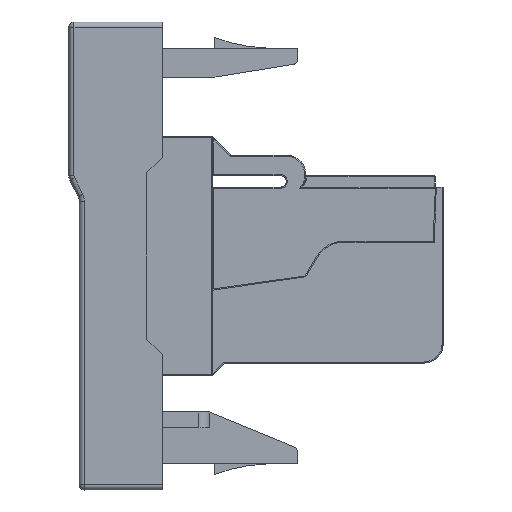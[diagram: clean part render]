
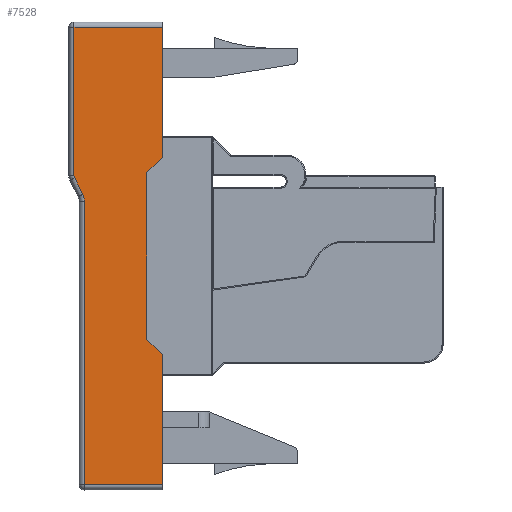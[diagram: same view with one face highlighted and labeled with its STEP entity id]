
A CAD part, left-side view. The second image highlights one B-rep face of the part: STEP entity #7528.
In plain terms, the highlighted planar face has unit normal (-1, 0, 0).
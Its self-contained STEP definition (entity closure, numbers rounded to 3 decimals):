
#50 = ORIENTED_EDGE ( 'NONE', *, *, #1413, .F. ) ;
#349 = LINE ( 'NONE', #5032, #12219 ) ;
#518 = VECTOR ( 'NONE', #4774, 1000. ) ;
#542 = VECTOR ( 'NONE', #736, 1000. ) ;
#590 = VERTEX_POINT ( 'NONE', #9115 ) ;
#661 = LINE ( 'NONE', #13044, #14874 ) ;
#704 = CARTESIAN_POINT ( 'NONE',  ( -11.25, 7.5, 0. ) ) ;
#736 = DIRECTION ( 'NONE',  ( 0., 0., -1. ) ) ;
#820 = FACE_OUTER_BOUND ( 'NONE', #5754, .T. ) ;
#1228 = CIRCLE ( 'NONE', #9973, 0.5 ) ;
#1413 = EDGE_CURVE ( 'NONE', #8051, #5095, #10486, .T. ) ;
#1895 = DIRECTION ( 'NONE',  ( 0., 0., -1. ) ) ;
#2218 = AXIS2_PLACEMENT_3D ( 'NONE', #2383, #10431, #3506 ) ;
#2301 = ORIENTED_EDGE ( 'NONE', *, *, #6151, .T. ) ;
#2383 = CARTESIAN_POINT ( 'NONE',  ( -11.25, 9., -17.236 ) ) ;
#2900 = VERTEX_POINT ( 'NONE', #5044 ) ;
#3012 = CARTESIAN_POINT ( 'NONE',  ( -11.25, 8.5, 0. ) ) ;
#3027 = EDGE_CURVE ( 'NONE', #2900, #13216, #14759, .T. ) ;
#3117 = VERTEX_POINT ( 'NONE', #6518 ) ;
#3214 = ORIENTED_EDGE ( 'NONE', *, *, #3804, .T. ) ;
#3341 = ORIENTED_EDGE ( 'NONE', *, *, #13404, .F. ) ;
#3506 = DIRECTION ( 'NONE',  ( 0., 0., -1. ) ) ;
#3519 = LINE ( 'NONE', #9388, #518 ) ;
#3523 = VECTOR ( 'NONE', #1895, 1000. ) ;
#3804 = EDGE_CURVE ( 'NONE', #5490, #590, #349, .T. ) ;
#3966 = VECTOR ( 'NONE', #13745, 1000. ) ;
#3976 = VECTOR ( 'NONE', #4905, 1000. ) ;
#4021 = EDGE_CURVE ( 'NONE', #8051, #2900, #3519, .T. ) ;
#4256 = VECTOR ( 'NONE', #8917, 1000. ) ;
#4368 = CARTESIAN_POINT ( 'NONE',  ( -11.25, 8., -14.764 ) ) ;
#4536 = CARTESIAN_POINT ( 'NONE',  ( -11.25, 0., 0. ) ) ;
#4584 = ORIENTED_EDGE ( 'NONE', *, *, #4021, .T. ) ;
#4611 = LINE ( 'NONE', #12447, #4256 ) ;
#4714 = DIRECTION ( 'NONE',  ( 0., 0., -1. ) ) ;
#4774 = DIRECTION ( 'NONE',  ( 0., 1., 0. ) ) ;
#4905 = DIRECTION ( 'NONE',  ( 0., -0.707, -0.707 ) ) ;
#5032 = CARTESIAN_POINT ( 'NONE',  ( -11.25, 12.753, -6.376 ) ) ;
#5044 = CARTESIAN_POINT ( 'NONE',  ( -11.25, 8.5, -0.5 ) ) ;
#5055 = CARTESIAN_POINT ( 'NONE',  ( -11.25, 7.5, -44.5 ) ) ;
#5095 = VERTEX_POINT ( 'NONE', #14350 ) ;
#5389 = VECTOR ( 'NONE', #12835, 1000. ) ;
#5490 = VERTEX_POINT ( 'NONE', #10993 ) ;
#5496 = DIRECTION ( 'NONE',  ( 0., 0., -1. ) ) ;
#5754 = EDGE_LOOP ( 'NONE', ( #6268, #9608, #7293, #13947, #3341, #9429, #50, #4584, #8236, #2301, #3214, #14695 ) ) ;
#6066 = DIRECTION ( 'NONE',  ( 0., -1., 0. ) ) ;
#6151 = EDGE_CURVE ( 'NONE', #13216, #5490, #1228, .T. ) ;
#6268 = ORIENTED_EDGE ( 'NONE', *, *, #14623, .T. ) ;
#6503 = VERTEX_POINT ( 'NONE', #5055 ) ;
#6518 = CARTESIAN_POINT ( 'NONE',  ( -11.25, 0., -44.5 ) ) ;
#6671 = CARTESIAN_POINT ( 'NONE',  ( -11.25, 1.5, -14.5 ) ) ;
#6819 = DIRECTION ( 'NONE',  ( 0., 0., -1. ) ) ;
#6954 = EDGE_CURVE ( 'NONE', #6503, #3117, #661, .T. ) ;
#6971 = CARTESIAN_POINT ( 'NONE',  ( -11.25, 0., -13. ) ) ;
#7221 = VERTEX_POINT ( 'NONE', #6671 ) ;
#7293 = ORIENTED_EDGE ( 'NONE', *, *, #14203, .F. ) ;
#7528 = ADVANCED_FACE ( 'NONE', ( #820 ), #10317, .F. ) ;
#8051 = VERTEX_POINT ( 'NONE', #14035 ) ;
#8098 = EDGE_CURVE ( 'NONE', #12903, #12478, #13201, .T. ) ;
#8236 = ORIENTED_EDGE ( 'NONE', *, *, #3027, .T. ) ;
#8876 = VERTEX_POINT ( 'NONE', #11904 ) ;
#8900 = CARTESIAN_POINT ( 'NONE',  ( -11.25, 0., -32. ) ) ;
#8917 = DIRECTION ( 'NONE',  ( 0., 0., -1. ) ) ;
#9087 = LINE ( 'NONE', #11653, #14904 ) ;
#9115 = CARTESIAN_POINT ( 'NONE',  ( -11.25, 7.658, -16.565 ) ) ;
#9204 = LINE ( 'NONE', #6971, #5389 ) ;
#9290 = EDGE_CURVE ( 'NONE', #5095, #7221, #9204, .T. ) ;
#9301 = CARTESIAN_POINT ( 'NONE',  ( -11.25, 8.5, -14.764 ) ) ;
#9388 = CARTESIAN_POINT ( 'NONE',  ( -11.25, 0., -0.5 ) ) ;
#9429 = ORIENTED_EDGE ( 'NONE', *, *, #9290, .F. ) ;
#9608 = ORIENTED_EDGE ( 'NONE', *, *, #6954, .T. ) ;
#9658 = LINE ( 'NONE', #704, #3523 ) ;
#9724 = CARTESIAN_POINT ( 'NONE',  ( -11.25, 1.5, -30.5 ) ) ;
#9973 = AXIS2_PLACEMENT_3D ( 'NONE', #4368, #12465, #5496 ) ;
#10317 = PLANE ( 'NONE',  #12213 ) ;
#10431 = DIRECTION ( 'NONE',  ( 1., 0., 0. ) ) ;
#10486 = LINE ( 'NONE', #11454, #3966 ) ;
#10772 = EDGE_CURVE ( 'NONE', #590, #8876, #13333, .T. ) ;
#10993 = CARTESIAN_POINT ( 'NONE',  ( -11.25, 8.447, -14.988 ) ) ;
#11454 = CARTESIAN_POINT ( 'NONE',  ( -11.25, 0., 0. ) ) ;
#11653 = CARTESIAN_POINT ( 'NONE',  ( -11.25, 1.5, -14.5 ) ) ;
#11904 = CARTESIAN_POINT ( 'NONE',  ( -11.25, 7.5, -17.236 ) ) ;
#12213 = AXIS2_PLACEMENT_3D ( 'NONE', #4536, #13816, #6819 ) ;
#12219 = VECTOR ( 'NONE', #13137, 1000. ) ;
#12447 = CARTESIAN_POINT ( 'NONE',  ( -11.25, 0., -45. ) ) ;
#12465 = DIRECTION ( 'NONE',  ( -1., 0., 0. ) ) ;
#12478 = VERTEX_POINT ( 'NONE', #8900 ) ;
#12835 = DIRECTION ( 'NONE',  ( 0., 0.707, -0.707 ) ) ;
#12903 = VERTEX_POINT ( 'NONE', #9724 ) ;
#12965 = CARTESIAN_POINT ( 'NONE',  ( -11.25, 0., -32. ) ) ;
#13044 = CARTESIAN_POINT ( 'NONE',  ( -11.25, 0., -44.5 ) ) ;
#13137 = DIRECTION ( 'NONE',  ( 0., -0.447, -0.894 ) ) ;
#13201 = LINE ( 'NONE', #12965, #3976 ) ;
#13216 = VERTEX_POINT ( 'NONE', #9301 ) ;
#13333 = CIRCLE ( 'NONE', #2218, 1.5 ) ;
#13404 = EDGE_CURVE ( 'NONE', #7221, #12903, #9087, .T. ) ;
#13745 = DIRECTION ( 'NONE',  ( 0., 0., -1. ) ) ;
#13816 = DIRECTION ( 'NONE',  ( 1., 0., 0. ) ) ;
#13947 = ORIENTED_EDGE ( 'NONE', *, *, #8098, .F. ) ;
#14035 = CARTESIAN_POINT ( 'NONE',  ( -11.25, 0., -0.5 ) ) ;
#14203 = EDGE_CURVE ( 'NONE', #12478, #3117, #4611, .T. ) ;
#14350 = CARTESIAN_POINT ( 'NONE',  ( -11.25, 0., -13. ) ) ;
#14623 = EDGE_CURVE ( 'NONE', #8876, #6503, #9658, .T. ) ;
#14695 = ORIENTED_EDGE ( 'NONE', *, *, #10772, .T. ) ;
#14759 = LINE ( 'NONE', #3012, #542 ) ;
#14874 = VECTOR ( 'NONE', #6066, 1000. ) ;
#14904 = VECTOR ( 'NONE', #4714, 1000. ) ;
